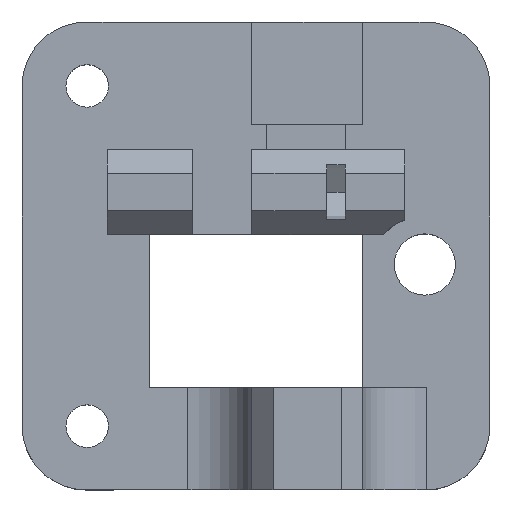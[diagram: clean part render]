
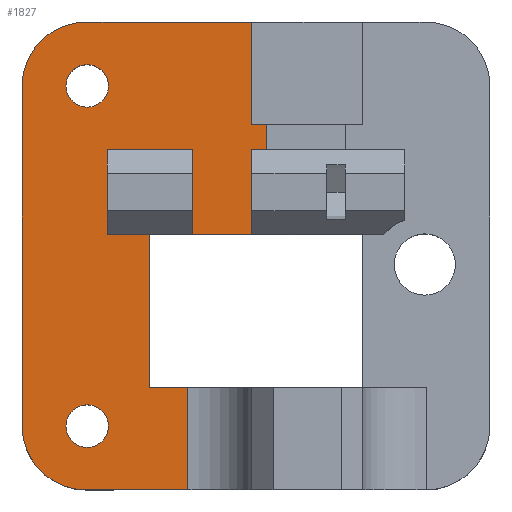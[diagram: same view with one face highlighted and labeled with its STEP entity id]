
A CAD part, top view. The second image highlights one B-rep face of the part: STEP entity #1827.
In plain terms, the highlighted planar face has unit normal (0, 0, 1).
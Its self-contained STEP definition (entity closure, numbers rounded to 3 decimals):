
#59=FACE_BOUND('',#260,.T.);
#60=FACE_BOUND('',#261,.T.);
#91=CIRCLE('',#1967,7.5);
#92=CIRCLE('',#1968,7.5);
#93=CIRCLE('',#1969,2.5);
#94=CIRCLE('',#1970,2.5);
#157=FACE_OUTER_BOUND('',#259,.T.);
#259=EDGE_LOOP('',(#1446,#1447,#1448,#1449,#1450,#1451,#1452,#1453,#1454,
#1455,#1456,#1457,#1458,#1459,#1460,#1461));
#260=EDGE_LOOP('',(#1462));
#261=EDGE_LOOP('',(#1463));
#343=LINE('',#2581,#562);
#406=LINE('',#2740,#625);
#424=LINE('',#2781,#643);
#430=LINE('',#2792,#649);
#432=LINE('',#2795,#651);
#434=LINE('',#2799,#653);
#439=LINE('',#2809,#658);
#440=LINE('',#2811,#659);
#445=LINE('',#2821,#664);
#448=LINE('',#2828,#667);
#449=LINE('',#2832,#668);
#450=LINE('',#2835,#669);
#451=LINE('',#2837,#670);
#452=LINE('',#2838,#671);
#562=VECTOR('',#2077,10.);
#625=VECTOR('',#2220,10.);
#643=VECTOR('',#2256,10.);
#649=VECTOR('',#2266,10.);
#651=VECTOR('',#2270,10.);
#653=VECTOR('',#2274,10.);
#658=VECTOR('',#2281,10.);
#659=VECTOR('',#2284,10.);
#664=VECTOR('',#2293,10.);
#667=VECTOR('',#2300,10.);
#668=VECTOR('',#2303,10.);
#669=VECTOR('',#2306,10.);
#670=VECTOR('',#2307,10.);
#671=VECTOR('',#2308,10.);
#778=VERTEX_POINT('',#2578);
#779=VERTEX_POINT('',#2580);
#829=VERTEX_POINT('',#2715);
#835=VERTEX_POINT('',#2739);
#836=VERTEX_POINT('',#2741);
#848=VERTEX_POINT('',#2778);
#849=VERTEX_POINT('',#2780);
#852=VERTEX_POINT('',#2791);
#853=VERTEX_POINT('',#2797);
#857=VERTEX_POINT('',#2807);
#860=VERTEX_POINT('',#2819);
#862=VERTEX_POINT('',#2827);
#863=VERTEX_POINT('',#2829);
#864=VERTEX_POINT('',#2831);
#865=VERTEX_POINT('',#2834);
#866=VERTEX_POINT('',#2836);
#867=VERTEX_POINT('',#2839);
#868=VERTEX_POINT('',#2841);
#953=EDGE_CURVE('',#779,#778,#343,.T.);
#1033=EDGE_CURVE('',#829,#835,#406,.T.);
#1053=EDGE_CURVE('',#849,#848,#424,.T.);
#1059=EDGE_CURVE('',#835,#852,#430,.T.);
#1061=EDGE_CURVE('',#836,#849,#432,.T.);
#1063=EDGE_CURVE('',#829,#853,#434,.T.);
#1068=EDGE_CURVE('',#853,#857,#439,.T.);
#1069=EDGE_CURVE('',#848,#852,#440,.T.);
#1074=EDGE_CURVE('',#857,#860,#445,.T.);
#1077=EDGE_CURVE('',#860,#862,#448,.T.);
#1078=EDGE_CURVE('',#863,#862,#91,.T.);
#1079=EDGE_CURVE('',#863,#864,#449,.T.);
#1080=EDGE_CURVE('',#779,#864,#92,.T.);
#1081=EDGE_CURVE('',#865,#778,#450,.T.);
#1082=EDGE_CURVE('',#865,#866,#451,.T.);
#1083=EDGE_CURVE('',#866,#836,#452,.T.);
#1084=EDGE_CURVE('',#867,#867,#93,.T.);
#1085=EDGE_CURVE('',#868,#868,#94,.T.);
#1446=ORIENTED_EDGE('',*,*,#1069,.T.);
#1447=ORIENTED_EDGE('',*,*,#1059,.F.);
#1448=ORIENTED_EDGE('',*,*,#1033,.F.);
#1449=ORIENTED_EDGE('',*,*,#1063,.T.);
#1450=ORIENTED_EDGE('',*,*,#1068,.T.);
#1451=ORIENTED_EDGE('',*,*,#1074,.T.);
#1452=ORIENTED_EDGE('',*,*,#1077,.T.);
#1453=ORIENTED_EDGE('',*,*,#1078,.F.);
#1454=ORIENTED_EDGE('',*,*,#1079,.T.);
#1455=ORIENTED_EDGE('',*,*,#1080,.F.);
#1456=ORIENTED_EDGE('',*,*,#953,.T.);
#1457=ORIENTED_EDGE('',*,*,#1081,.F.);
#1458=ORIENTED_EDGE('',*,*,#1082,.T.);
#1459=ORIENTED_EDGE('',*,*,#1083,.T.);
#1460=ORIENTED_EDGE('',*,*,#1061,.T.);
#1461=ORIENTED_EDGE('',*,*,#1053,.T.);
#1462=ORIENTED_EDGE('',*,*,#1084,.T.);
#1463=ORIENTED_EDGE('',*,*,#1085,.T.);
#1746=PLANE('',#1966);
#1827=ADVANCED_FACE('',(#157,#59,#60),#1746,.T.);
#1966=AXIS2_PLACEMENT_3D('',#2826,#2298,#2299);
#1967=AXIS2_PLACEMENT_3D('',#2830,#2301,#2302);
#1968=AXIS2_PLACEMENT_3D('',#2833,#2304,#2305);
#1969=AXIS2_PLACEMENT_3D('',#2840,#2309,#2310);
#1970=AXIS2_PLACEMENT_3D('',#2842,#2311,#2312);
#2077=DIRECTION('',(1.,0.,0.));
#2220=DIRECTION('',(-1.,0.,0.));
#2256=DIRECTION('',(0.,1.,0.));
#2266=DIRECTION('',(0.,1.,0.));
#2270=DIRECTION('',(-1.,0.,0.));
#2274=DIRECTION('',(0.,1.,0.));
#2281=DIRECTION('',(1.,0.,0.));
#2284=DIRECTION('',(1.,0.,0.));
#2293=DIRECTION('',(0.,1.,0.));
#2298=DIRECTION('center_axis',(0.,0.,1.));
#2299=DIRECTION('ref_axis',(1.,0.,0.));
#2300=DIRECTION('',(-1.,0.,0.));
#2301=DIRECTION('center_axis',(0.,0.,-1.));
#2302=DIRECTION('ref_axis',(-0.707,0.707,0.));
#2303=DIRECTION('',(0.,-1.,0.));
#2304=DIRECTION('center_axis',(0.,0.,-1.));
#2305=DIRECTION('ref_axis',(-0.707,-0.707,0.));
#2306=DIRECTION('',(0.,-1.,0.));
#2307=DIRECTION('',(-1.,0.,0.));
#2308=DIRECTION('',(0.,1.,0.));
#2309=DIRECTION('center_axis',(0.,0.,-1.));
#2310=DIRECTION('ref_axis',(1.,0.,0.));
#2311=DIRECTION('center_axis',(0.,0.,-1.));
#2312=DIRECTION('ref_axis',(1.,0.,0.));
#2578=CARTESIAN_POINT('',(19.5,0.,10.));
#2580=CARTESIAN_POINT('',(7.5,0.,10.));
#2581=CARTESIAN_POINT('',(55.,0.,10.));
#2715=CARTESIAN_POINT('',(27.,30.,10.));
#2739=CARTESIAN_POINT('',(20.,30.,10.));
#2740=CARTESIAN_POINT('',(40.,30.,10.));
#2741=CARTESIAN_POINT('',(15.,30.,10.));
#2778=CARTESIAN_POINT('',(10.,40.,10.));
#2780=CARTESIAN_POINT('',(10.,30.,10.));
#2781=CARTESIAN_POINT('',(10.,33.75,10.));
#2791=CARTESIAN_POINT('',(20.,40.,10.));
#2792=CARTESIAN_POINT('',(20.,30.,10.));
#2795=CARTESIAN_POINT('',(18.75,30.,10.));
#2797=CARTESIAN_POINT('',(27.,40.,10.));
#2799=CARTESIAN_POINT('',(27.,30.,10.));
#2807=CARTESIAN_POINT('',(28.75,40.,10.));
#2809=CARTESIAN_POINT('',(15.,40.,10.));
#2811=CARTESIAN_POINT('',(15.,40.,10.));
#2819=CARTESIAN_POINT('',(28.75,55.,10.));
#2821=CARTESIAN_POINT('',(28.75,41.25,10.));
#2826=CARTESIAN_POINT('Origin',(27.5,27.5,10.));
#2827=CARTESIAN_POINT('',(7.5,55.,10.));
#2828=CARTESIAN_POINT('',(0.,55.,10.));
#2829=CARTESIAN_POINT('',(0.,47.5,10.));
#2830=CARTESIAN_POINT('Origin',(7.5,47.5,10.));
#2831=CARTESIAN_POINT('',(0.,7.5,10.));
#2832=CARTESIAN_POINT('',(0.,0.,10.));
#2833=CARTESIAN_POINT('Origin',(7.5,7.5,10.));
#2834=CARTESIAN_POINT('',(19.5,12.,10.));
#2835=CARTESIAN_POINT('',(19.5,13.75,10.));
#2836=CARTESIAN_POINT('',(15.,12.,10.));
#2837=CARTESIAN_POINT('',(40.,12.,10.));
#2838=CARTESIAN_POINT('',(15.,12.,10.));
#2839=CARTESIAN_POINT('',(5.15,7.5,10.));
#2840=CARTESIAN_POINT('Origin',(7.65,7.5,10.));
#2841=CARTESIAN_POINT('',(5.15,47.5,10.));
#2842=CARTESIAN_POINT('Origin',(7.65,47.5,10.));
